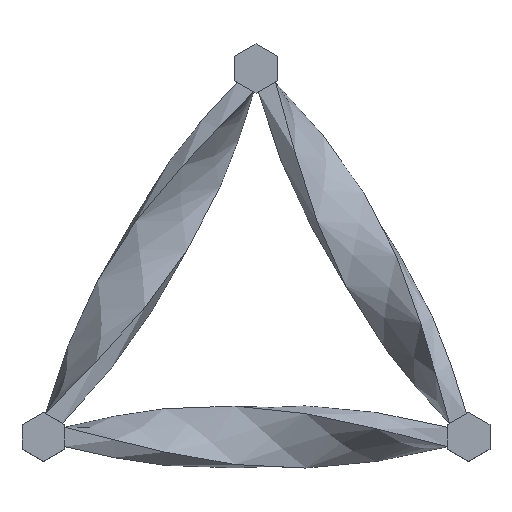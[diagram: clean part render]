
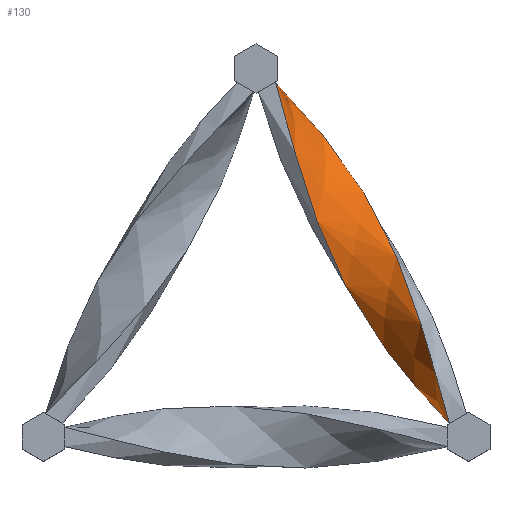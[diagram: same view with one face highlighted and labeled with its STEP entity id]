
A CAD part, top view. The second image highlights one B-rep face of the part: STEP entity #130.
In plain terms, the highlighted free-form (B-spline) face has degree [1, 2] with [2, 17] control points.
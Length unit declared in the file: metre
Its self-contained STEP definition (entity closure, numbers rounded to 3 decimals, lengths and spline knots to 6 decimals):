
#130 = ADVANCED_FACE( '', ( #260 ), #261, .T. );
#260 = FACE_OUTER_BOUND( '', #821, .T. );
#261 = ( BOUNDED_SURFACE(  )B_SPLINE_SURFACE( 1, 2, ( ( #824, #825, #826, #827, #828, #829, #830, #831, #832, #833, #834, #835, #836, #837, #838, #839, #840 ), ( #841, #842, #843, #844, #845, #846, #847, #848, #849, #850, #851, #852, #853, #854, #855, #856, #857 ) ), .UNSPECIFIED., .F., .F., .F. )B_SPLINE_SURFACE_WITH_KNOTS( ( 2, 2 ), ( 3, 2, 2, 2, 2, 2, 2, 2, 3 ), ( 0., 1. ), ( 0., 0.125, 0.25, 0.375, 0.5, 0.625, 0.75, 0.875, 1. ), .UNSPECIFIED. )GEOMETRIC_REPRESENTATION_ITEM(  )RATIONAL_B_SPLINE_SURFACE( ( ( 1., 0.975, 1., 0.975, 1., 0.975, 1., 0.975, 1., 0.975, 1., 0.975, 1., 0.975, 1., 0.975, 1. ), ( 1., 0.975, 1., 0.975, 1., 0.975, 1., 0.975, 1., 0.975, 1., 0.975, 1., 0.975, 1., 0.975, 1. ) ) )REPRESENTATION_ITEM( '' )SURFACE(  ) );
#821 = EDGE_LOOP( '', ( #1148, #1149, #1150, #1151 ) );
#824 = CARTESIAN_POINT( '', ( 0.001353, 0.02503, 0.000386 ) );
#825 = CARTESIAN_POINT( '', ( 0.002734, 0.0236, 0.000545 ) );
#826 = CARTESIAN_POINT( '', ( 0.004014, 0.022112, 0.000896 ) );
#827 = CARTESIAN_POINT( '', ( 0.005293, 0.020624, 0.001248 ) );
#828 = CARTESIAN_POINT( '', ( 0.006409, 0.019041, 0.001723 ) );
#829 = CARTESIAN_POINT( '', ( 0.007526, 0.017459, 0.002198 ) );
#830 = CARTESIAN_POINT( '', ( 0.008448, 0.015765, 0.002702 ) );
#831 = CARTESIAN_POINT( '', ( 0.009371, 0.01407, 0.003206 ) );
#832 = CARTESIAN_POINT( '', ( 0.010108, 0.012269, 0.00364 ) );
#833 = CARTESIAN_POINT( '', ( 0.010846, 0.010468, 0.004073 ) );
#834 = CARTESIAN_POINT( '', ( 0.011443, 0.008586, 0.004349 ) );
#835 = CARTESIAN_POINT( '', ( 0.01204, 0.006704, 0.004626 ) );
#836 = CARTESIAN_POINT( '', ( 0.012569, 0.004782, 0.004691 ) );
#837 = CARTESIAN_POINT( '', ( 0.013099, 0.002861, 0.004757 ) );
#838 = CARTESIAN_POINT( '', ( 0.013647, 0.000951, 0.004598 ) );
#839 = CARTESIAN_POINT( '', ( 0.014195, -0.00096, 0.004439 ) );
#840 = CARTESIAN_POINT( '', ( 0.014844, -0.002812, 0.004087 ) );
#841 = CARTESIAN_POINT( '', ( 0.001353, 0.02503, 0.004583 ) );
#842 = CARTESIAN_POINT( '', ( 0.001904, 0.023121, 0.004742 ) );
#843 = CARTESIAN_POINT( '', ( 0.002436, 0.021201, 0.004678 ) );
#844 = CARTESIAN_POINT( '', ( 0.002968, 0.019282, 0.004615 ) );
#845 = CARTESIAN_POINT( '', ( 0.003567, 0.017401, 0.004341 ) );
#846 = CARTESIAN_POINT( '', ( 0.004166, 0.015519, 0.004066 ) );
#847 = CARTESIAN_POINT( '', ( 0.004904, 0.013718, 0.003636 ) );
#848 = CARTESIAN_POINT( '', ( 0.005642, 0.011918, 0.003206 ) );
#849 = CARTESIAN_POINT( '', ( 0.006564, 0.010223, 0.002706 ) );
#850 = CARTESIAN_POINT( '', ( 0.007486, 0.008528, 0.002205 ) );
#851 = CARTESIAN_POINT( '', ( 0.0086, 0.006945, 0.001732 ) );
#852 = CARTESIAN_POINT( '', ( 0.009715, 0.005361, 0.00126 ) );
#853 = CARTESIAN_POINT( '', ( 0.010992, 0.003872, 0.000909 ) );
#854 = CARTESIAN_POINT( '', ( 0.012269, 0.002382, 0.000559 ) );
#855 = CARTESIAN_POINT( '', ( 0.013647, 0.000951, 0.0004 ) );
#856 = CARTESIAN_POINT( '', ( 0.015024, -0.000481, 0.000241 ) );
#857 = CARTESIAN_POINT( '', ( 0.016421, -0.001901, 0.000305 ) );
#1148 = ORIENTED_EDGE( '', *, *, #1203, .T. );
#1149 = ORIENTED_EDGE( '', *, *, #1212, .F. );
#1150 = ORIENTED_EDGE( '', *, *, #1275, .F. );
#1151 = ORIENTED_EDGE( '', *, *, #1257, .T. );
#1203 = EDGE_CURVE( '', #1365, #1363, #1366, .T. );
#1212 = EDGE_CURVE( '', #1377, #1363, #1378, .F. );
#1257 = EDGE_CURVE( '', #1441, #1365, #1442, .F. );
#1275 = EDGE_CURVE( '', #1441, #1377, #1461, .T. );
#1363 = VERTEX_POINT( '', #1708 );
#1365 = VERTEX_POINT( '', #1711 );
#1366 = ( BOUNDED_CURVE(  )B_SPLINE_CURVE( 2, ( #1714, #1715, #1716, #1717, #1718, #1719, #1720, #1721, #1722, #1723, #1724, #1725, #1726, #1727, #1728 ), .UNSPECIFIED., .F., .F. )B_SPLINE_CURVE_WITH_KNOTS( ( 3, 2, 2, 2, 2, 2, 2, 3 ), ( 0., 0.125, 0.25, 0.375, 0.5, 0.625, 0.75, 0.875 ), .UNSPECIFIED. )CURVE(  )GEOMETRIC_REPRESENTATION_ITEM(  )RATIONAL_B_SPLINE_CURVE( ( 1., 0.975, 1., 0.975, 1., 0.975, 1., 0.975, 1., 0.975, 1., 0.975, 1., 0.975, 1. ) )REPRESENTATION_ITEM( '' ) );
#1377 = VERTEX_POINT( '', #1770 );
#1378 = LINE( '', #1771, #1772 );
#1441 = VERTEX_POINT( '', #1927 );
#1442 = LINE( '', #1928, #1929 );
#1461 = ( BOUNDED_CURVE(  )B_SPLINE_CURVE( 2, ( #1958, #1959, #1960, #1961, #1962, #1963, #1964, #1965, #1966, #1967, #1968, #1969, #1970, #1971, #1972 ), .UNSPECIFIED., .F., .F. )B_SPLINE_CURVE_WITH_KNOTS( ( 3, 2, 2, 2, 2, 2, 2, 3 ), ( 0., 0.125, 0.25, 0.375, 0.5, 0.625, 0.75, 0.875 ), .UNSPECIFIED. )CURVE(  )GEOMETRIC_REPRESENTATION_ITEM(  )RATIONAL_B_SPLINE_CURVE( ( 1., 0.975, 1., 0.975, 1., 0.975, 1., 0.975, 1., 0.975, 1., 0.975, 1., 0.975, 1. ) )REPRESENTATION_ITEM( '' ) );
#1708 = CARTESIAN_POINT( '', ( 0.013647, 0.000951, 0.0004 ) );
#1711 = CARTESIAN_POINT( '', ( 0.001353, 0.02503, 0.004583 ) );
#1714 = CARTESIAN_POINT( '', ( 0.001353, 0.02503, 0.004583 ) );
#1715 = CARTESIAN_POINT( '', ( 0.001904, 0.023121, 0.004742 ) );
#1716 = CARTESIAN_POINT( '', ( 0.002436, 0.021201, 0.004678 ) );
#1717 = CARTESIAN_POINT( '', ( 0.002968, 0.019282, 0.004615 ) );
#1718 = CARTESIAN_POINT( '', ( 0.003567, 0.017401, 0.004341 ) );
#1719 = CARTESIAN_POINT( '', ( 0.004166, 0.015519, 0.004066 ) );
#1720 = CARTESIAN_POINT( '', ( 0.004904, 0.013718, 0.003636 ) );
#1721 = CARTESIAN_POINT( '', ( 0.005642, 0.011918, 0.003206 ) );
#1722 = CARTESIAN_POINT( '', ( 0.006564, 0.010223, 0.002706 ) );
#1723 = CARTESIAN_POINT( '', ( 0.007486, 0.008528, 0.002205 ) );
#1724 = CARTESIAN_POINT( '', ( 0.0086, 0.006945, 0.001732 ) );
#1725 = CARTESIAN_POINT( '', ( 0.009715, 0.005361, 0.00126 ) );
#1726 = CARTESIAN_POINT( '', ( 0.010992, 0.003872, 0.000909 ) );
#1727 = CARTESIAN_POINT( '', ( 0.012269, 0.002382, 0.000559 ) );
#1728 = CARTESIAN_POINT( '', ( 0.013647, 0.000951, 0.0004 ) );
#1770 = CARTESIAN_POINT( '', ( 0.013647, 0.000951, 0.004598 ) );
#1771 = CARTESIAN_POINT( '', ( 0.013647, 0.000951, 0.002499 ) );
#1772 = VECTOR( '', #2019, 1. );
#1927 = CARTESIAN_POINT( '', ( 0.001353, 0.02503, 0.000386 ) );
#1928 = CARTESIAN_POINT( '', ( 0.001353, 0.02503, 0.002484 ) );
#1929 = VECTOR( '', #2049, 1. );
#1958 = CARTESIAN_POINT( '', ( 0.001353, 0.02503, 0.000386 ) );
#1959 = CARTESIAN_POINT( '', ( 0.002734, 0.0236, 0.000545 ) );
#1960 = CARTESIAN_POINT( '', ( 0.004014, 0.022112, 0.000896 ) );
#1961 = CARTESIAN_POINT( '', ( 0.005293, 0.020624, 0.001248 ) );
#1962 = CARTESIAN_POINT( '', ( 0.006409, 0.019041, 0.001723 ) );
#1963 = CARTESIAN_POINT( '', ( 0.007526, 0.017459, 0.002198 ) );
#1964 = CARTESIAN_POINT( '', ( 0.008448, 0.015765, 0.002702 ) );
#1965 = CARTESIAN_POINT( '', ( 0.009371, 0.01407, 0.003206 ) );
#1966 = CARTESIAN_POINT( '', ( 0.010108, 0.012269, 0.00364 ) );
#1967 = CARTESIAN_POINT( '', ( 0.010846, 0.010468, 0.004073 ) );
#1968 = CARTESIAN_POINT( '', ( 0.011443, 0.008586, 0.004349 ) );
#1969 = CARTESIAN_POINT( '', ( 0.01204, 0.006704, 0.004626 ) );
#1970 = CARTESIAN_POINT( '', ( 0.012569, 0.004782, 0.004691 ) );
#1971 = CARTESIAN_POINT( '', ( 0.013099, 0.002861, 0.004757 ) );
#1972 = CARTESIAN_POINT( '', ( 0.013647, 0.000951, 0.004598 ) );
#2019 = DIRECTION( '', ( 0., 0., 1. ) );
#2049 = DIRECTION( '', ( 0., 0., -1. ) );
